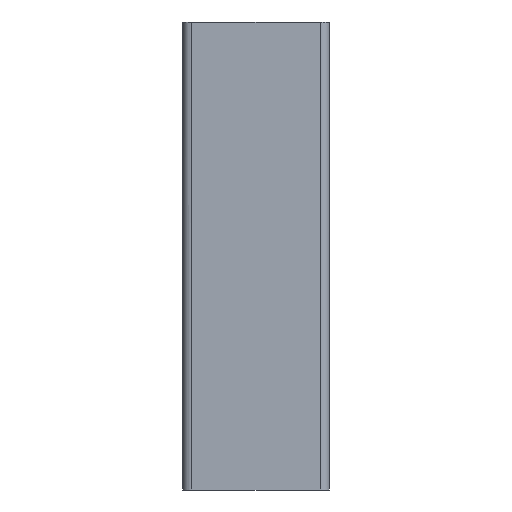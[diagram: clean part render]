
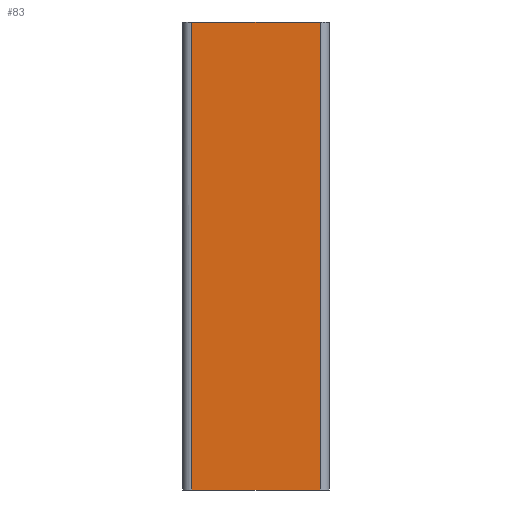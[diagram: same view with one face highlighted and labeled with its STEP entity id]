
A CAD part, left-side view. The second image highlights one B-rep face of the part: STEP entity #83.
In plain terms, the highlighted free-form (B-spline) face has degree [1, 1] with [2, 2] control points.
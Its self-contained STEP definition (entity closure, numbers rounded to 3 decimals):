
#25 = B_SPLINE_CURVE_WITH_KNOTS ( 'NONE', 1,
 ( #786, #293 ),
 .UNSPECIFIED., .F., .F.,
 ( 2, 2 ),
 ( 0., 1. ),
 .UNSPECIFIED. ) ;
#28 = ORIENTED_EDGE ( 'NONE', *, *, #63, .F. ) ;
#48 = CARTESIAN_POINT ( 'NONE',  ( 1912.215, 646.863, 0. ) ) ;
#50 = EDGE_LOOP ( 'NONE', ( #432, #647, #643, #28 ) ) ;
#63 = EDGE_CURVE ( 'NONE', #236, #586, #738, .T. ) ;
#83 = ADVANCED_FACE ( 'NONE', ( #113 ), #710, .F. ) ;
#89 = B_SPLINE_CURVE_WITH_KNOTS ( 'NONE', 1,
 ( #153, #234 ),
 .UNSPECIFIED., .F., .F.,
 ( 2, 2 ),
 ( 0., 1. ),
 .UNSPECIFIED. ) ;
#113 = FACE_OUTER_BOUND ( 'NONE', #50, .T. ) ;
#153 = CARTESIAN_POINT ( 'NONE',  ( 1912.215, 817.863, 622. ) ) ;
#234 = CARTESIAN_POINT ( 'NONE',  ( 1912.215, 817.863, 0. ) ) ;
#236 = VERTEX_POINT ( 'NONE', #774 ) ;
#245 = CARTESIAN_POINT ( 'NONE',  ( 1912.215, 646.863, 0. ) ) ;
#293 = CARTESIAN_POINT ( 'NONE',  ( 1912.215, 646.863, 622. ) ) ;
#318 = EDGE_CURVE ( 'NONE', #391, #586, #89, .T. ) ;
#325 = CARTESIAN_POINT ( 'NONE',  ( 1912.215, 646.863, 622. ) ) ;
#330 = EDGE_CURVE ( 'NONE', #391, #787, #25, .T. ) ;
#391 = VERTEX_POINT ( 'NONE', #875 ) ;
#432 = ORIENTED_EDGE ( 'NONE', *, *, #456, .F. ) ;
#456 = EDGE_CURVE ( 'NONE', #787, #236, #781, .T. ) ;
#547 = CARTESIAN_POINT ( 'NONE',  ( 1912.215, 817.863, 0. ) ) ;
#586 = VERTEX_POINT ( 'NONE', #547 ) ;
#596 = CARTESIAN_POINT ( 'NONE',  ( 1912.215, 646.863, 0. ) ) ;
#611 = CARTESIAN_POINT ( 'NONE',  ( 1912.215, 817.863, 622. ) ) ;
#643 = ORIENTED_EDGE ( 'NONE', *, *, #318, .T. ) ;
#647 = ORIENTED_EDGE ( 'NONE', *, *, #330, .F. ) ;
#710 = B_SPLINE_SURFACE_WITH_KNOTS ( 'NONE', 1, 1, ( 
 ( #817, #611 ),
 ( #48, #872 ) ),
 .UNSPECIFIED., .F., .F., .F.,
 ( 2, 2 ),
 ( 2, 2 ),
 ( 0., 1. ),
 ( 0., 1. ),
 .UNSPECIFIED. ) ;
#738 = B_SPLINE_CURVE_WITH_KNOTS ( 'NONE', 1,
 ( #596, #807 ),
 .UNSPECIFIED., .F., .F.,
 ( 2, 2 ),
 ( 0., 1. ),
 .UNSPECIFIED. ) ;
#774 = CARTESIAN_POINT ( 'NONE',  ( 1912.215, 646.863, 0. ) ) ;
#781 = B_SPLINE_CURVE_WITH_KNOTS ( 'NONE', 1,
 ( #811, #245 ),
 .UNSPECIFIED., .F., .F.,
 ( 2, 2 ),
 ( -1., 0. ),
 .UNSPECIFIED. ) ;
#786 = CARTESIAN_POINT ( 'NONE',  ( 1912.215, 817.863, 622. ) ) ;
#787 = VERTEX_POINT ( 'NONE', #325 ) ;
#807 = CARTESIAN_POINT ( 'NONE',  ( 1912.215, 817.863, 0. ) ) ;
#811 = CARTESIAN_POINT ( 'NONE',  ( 1912.215, 646.863, 622. ) ) ;
#817 = CARTESIAN_POINT ( 'NONE',  ( 1912.215, 646.863, 622. ) ) ;
#872 = CARTESIAN_POINT ( 'NONE',  ( 1912.215, 817.863, 0. ) ) ;
#875 = CARTESIAN_POINT ( 'NONE',  ( 1912.215, 817.863, 622. ) ) ;
